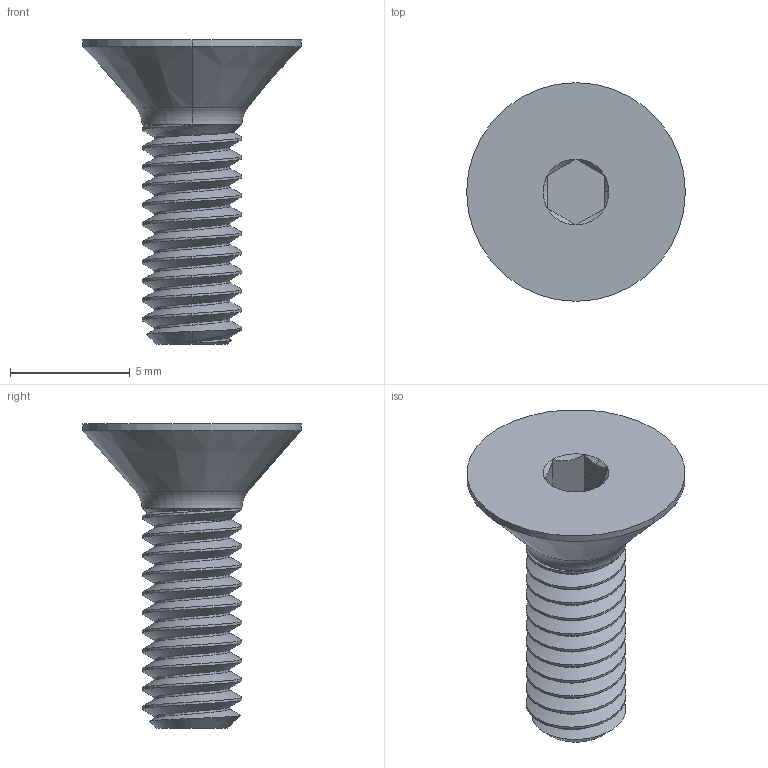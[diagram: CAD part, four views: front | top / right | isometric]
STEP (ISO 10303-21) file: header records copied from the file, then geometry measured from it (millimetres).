
FILE_DESCRIPTION (( 'STEP AP203' ), '1' );
FILE_NAME ('92210A194.step', '2014-02-17T17:09:31', ( 'Admin' ), ( 'Microsoft' ), 'SwSTEP 2.0', 'SolidWorks 2012', '' );
FILE_SCHEMA (( 'CONFIG_CONTROL_DESIGN' ));
Length unit declared in the file: inch
Products named in the file (1): 92210A194
Bounding box: 9.12 x 9.12 x 12.7 mm (x, y, z)
Volume: 214.2 mm3; surface area: 361.8 mm2
Topology: 1 solids, 1 shells, 76 faces, 199 edges, 126 vertices
Faces by surface type: cylinder 48, cone 15, plane 9, torus 2, bspline 2
Entity records: 4025 total; most frequent: CARTESIAN_POINT 2368, ORIENTED_EDGE 398, DIRECTION 270, EDGE_CURVE 199, VERTEX_POINT 126, AXIS2_PLACEMENT_3D 102, EDGE_LOOP 77, ADVANCED_FACE 76
